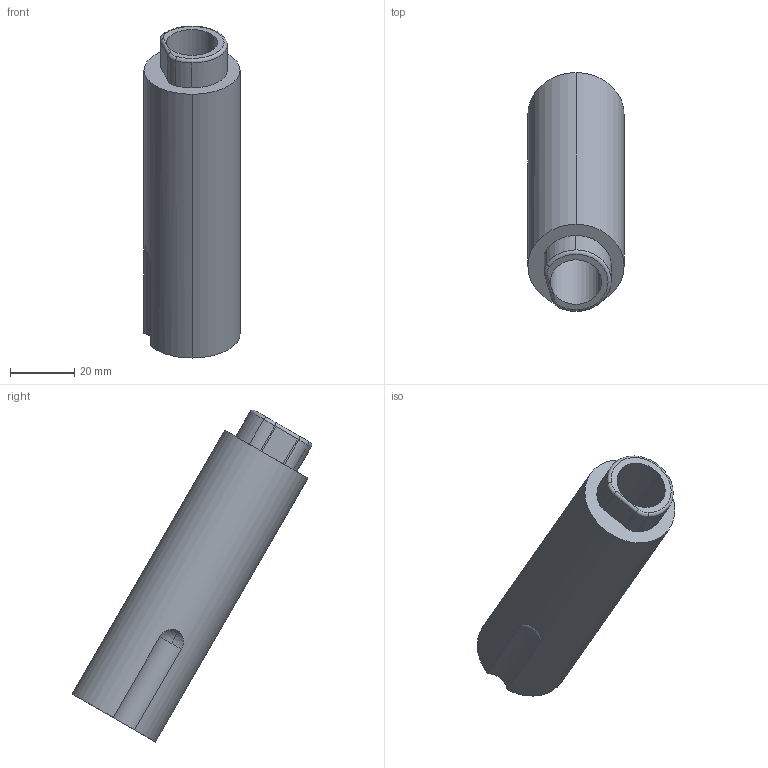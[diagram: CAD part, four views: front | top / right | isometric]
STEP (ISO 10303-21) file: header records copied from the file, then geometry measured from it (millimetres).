
FILE_DESCRIPTION(('CATIA V5 STEP Exchange','CAx-IF Rec.Pracs.--- Model Styling and Organization---1.4--- 2014-01-23','CAx-IF Rec.Pracs.---3D Tessellated Data Validation Properties---0.5---2014-09-14'),'2;1');
FILE_NAME('A18-1402-1_vierge.stp','2021-10-27T16:46:01+00:00',('none'),('none'),'CATIA Version 5-6 Release 2018 SP3 HF22','CATIA V5 STEP AP242','none');
FILE_SCHEMA(('AP242_MANAGED_MODEL_BASED_3D_ENGINEERING_MIM_LF {1 0 10303 442 1 1 4}'));
Length unit declared in the file: millimetre
Products named in the file (1): A18-1402-1
Bounding box: 30 x 74.65 x 103.57 mm (x, y, z)
Volume: 47549.2 mm3; surface area: 16076.5 mm2
Topology: 1 solids, 1 shells, 33 faces, 90 edges, 57 vertices
Faces by surface type: cylinder 16, plane 8, torus 7, sphere 2
Entity records: 1039 total; most frequent: CARTESIAN_POINT 223, ORIENTED_EDGE 176, DIRECTION 136, EDGE_CURVE 88, AXIS2_PLACEMENT_3D 80, VERTEX_POINT 57, CIRCLE 53, EDGE_LOOP 37
